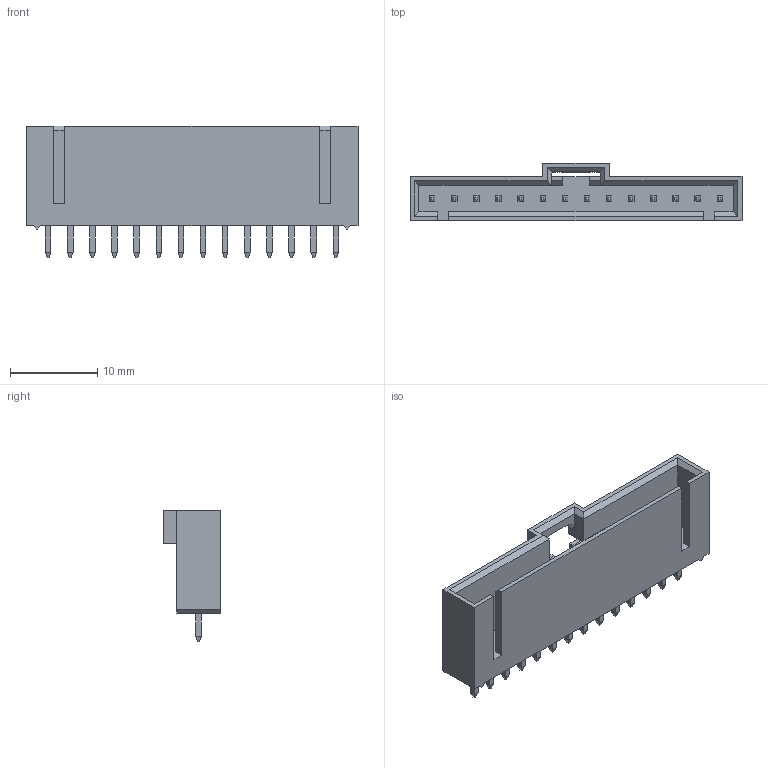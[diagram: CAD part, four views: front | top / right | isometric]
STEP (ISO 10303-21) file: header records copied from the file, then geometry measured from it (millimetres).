
FILE_DESCRIPTION((''),'2;1');
FILE_NAME('705430048','2017-02-22T',('ghp'),(''),'PRO/ENGINEER BY PARAMETRIC TECHNOLOGY CORPORATION, 2012310','PRO/ENGINEER BY PARAMETRIC TECHNOLOGY CORPORATION, 2012310','');
FILE_SCHEMA(('CONFIG_CONTROL_DESIGN'));
Length unit declared in the file: inch
Products named in the file (1): 705430048
Bounding box: 38.1 x 6.6 x 15.11 mm (x, y, z)
Volume: 1238.7 mm3; surface area: 2365 mm2
Topology: 1 solids, 1 shells, 309 faces, 749 edges, 468 vertices
Faces by surface type: plane 307, cylinder 2
Entity records: 8726 total; most frequent: CARTESIAN_POINT 1499, ORIENTED_EDGE 1442, DIRECTION 1401, EDGE_CURVE 721, VECTOR 717, LINE 717, VERTEX_POINT 440, AXIS2_PLACEMENT_3D 342
